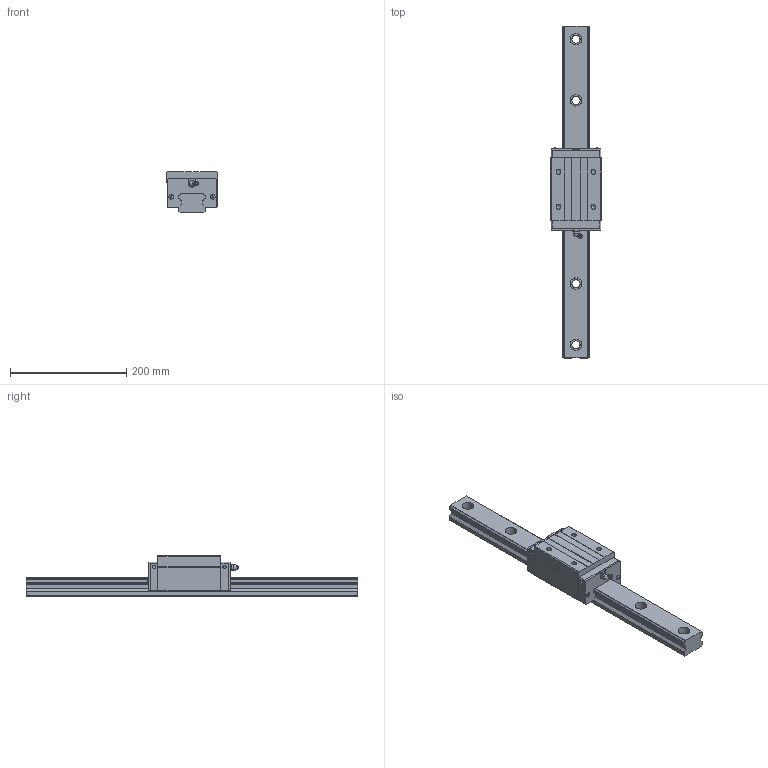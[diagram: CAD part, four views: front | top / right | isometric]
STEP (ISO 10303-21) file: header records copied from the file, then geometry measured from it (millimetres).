
FILE_DESCRIPTION (( 'STEP AP203' ), '1' );
FILE_NAME ('SBI 45 SL.STEP', '2015-01-08T01:39:56', ( 'john' ), ( '' ), 'SwSTEP 2.0', 'SolidWorks 2013', '' );
FILE_SCHEMA (( 'CONFIG_CONTROL_DESIGN' ));
Length unit declared in the file: millimetre
Products named in the file (6): SBI 45 SL; DEFAULT_1; DEFAULT_4; DEFAULT_2; 4N; DEFAULT_3
Assembly tree (7 placements, depth 2):
  SBI 45 SL
    DEFAULT_1
    DEFAULT_2
    DEFAULT_3  x2
    DEFAULT_4  x2
    4N
Bounding box: 86 x 570 x 70 mm (x, y, z)
Volume: 1270798.8 mm3; surface area: 186296.7 mm2
Topology: 7 solids, 7 shells, 440 faces, 1215 edges, 800 vertices
Faces by surface type: plane 251, cylinder 163, cone 17, torus 6, sphere 3
Full cylindrical faces by diameter (mm): 3.3 x4, 4.5 x4, 5.7 x4, 7.5 x4, 8 x4, 8.376 x4, 8.5 x2, 9.828 x1, 10 x1, 10.2 x2, 14 x6, 20 x6
Entity records: 10618 total; most frequent: CARTESIAN_POINT 2033, DIRECTION 1659, ORIENTED_EDGE 1604, EDGE_CURVE 802, AXIS2_PLACEMENT_3D 584, VERTEX_POINT 552, LINE 491, VECTOR 491
